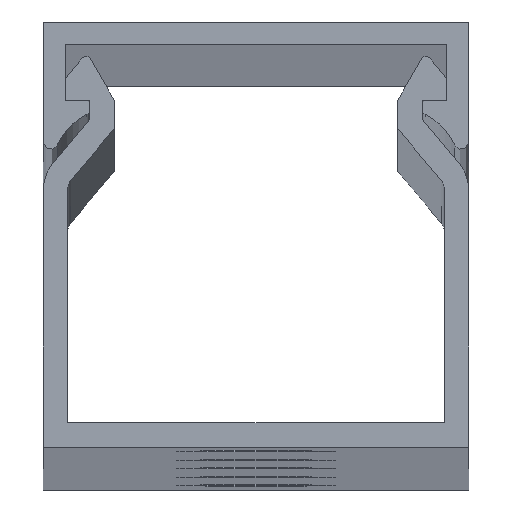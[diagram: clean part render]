
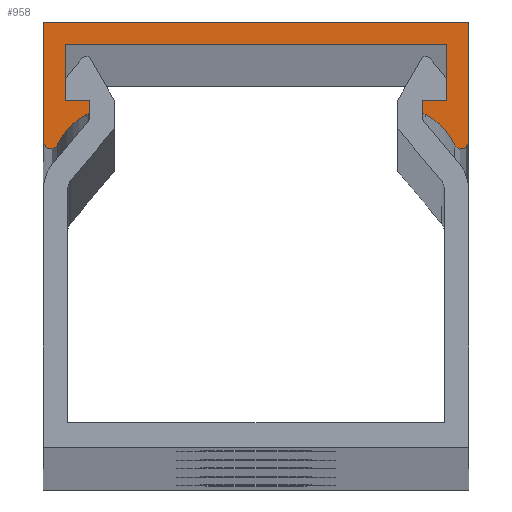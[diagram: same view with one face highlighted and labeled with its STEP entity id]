
A CAD part, top view. The second image highlights one B-rep face of the part: STEP entity #958.
In plain terms, the highlighted planar face has unit normal (0, 0, 1).
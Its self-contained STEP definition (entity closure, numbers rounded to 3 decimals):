
#20 = CARTESIAN_POINT ( 'NONE',  ( 8.7, 0., 1000. ) ) ;
#25 = LINE ( 'NONE', #1939, #90 ) ;
#32 = CARTESIAN_POINT ( 'NONE',  ( 6.8, -3.397, 1000. ) ) ;
#37 = EDGE_CURVE ( 'NONE', #2340, #2105, #1486, .T. ) ;
#58 = VECTOR ( 'NONE', #2755, 1000. ) ;
#90 = VECTOR ( 'NONE', #1012, 1000. ) ;
#111 = EDGE_CURVE ( 'NONE', #2973, #2032, #255, .T. ) ;
#140 = DIRECTION ( 'NONE',  ( -1., 0., 0. ) ) ;
#162 = EDGE_CURVE ( 'NONE', #2032, #2802, #2538, .T. ) ;
#181 = AXIS2_PLACEMENT_3D ( 'NONE', #2226, #236, #2976 ) ;
#236 = DIRECTION ( 'NONE',  ( 0., 0., 1. ) ) ;
#237 = EDGE_CURVE ( 'NONE', #1117, #2493, #1856, .T. ) ;
#255 = LINE ( 'NONE', #2500, #2156 ) ;
#297 = PLANE ( 'NONE',  #448 ) ;
#298 = VECTOR ( 'NONE', #470, 1000. ) ;
#302 = CARTESIAN_POINT ( 'NONE',  ( -8.4, -4.91, 1000. ) ) ;
#390 = EDGE_CURVE ( 'NONE', #1754, #1604, #2312, .T. ) ;
#398 = DIRECTION ( 'NONE',  ( -1., 0., 0. ) ) ;
#446 = DIRECTION ( 'NONE',  ( 0., 0., -1. ) ) ;
#448 = AXIS2_PLACEMENT_3D ( 'NONE', #1478, #1001, #2205 ) ;
#453 = EDGE_CURVE ( 'NONE', #2296, #2959, #2680, .T. ) ;
#464 = CARTESIAN_POINT ( 'NONE',  ( 6.8, -3.597, 1000. ) ) ;
#470 = DIRECTION ( 'NONE',  ( 0., 1., 0. ) ) ;
#537 = EDGE_CURVE ( 'NONE', #3053, #1819, #2782, .T. ) ;
#559 = VERTEX_POINT ( 'NONE', #1563 ) ;
#592 = CARTESIAN_POINT ( 'NONE',  ( 7.8, -3.197, 1000. ) ) ;
#607 = VECTOR ( 'NONE', #969, 1000. ) ;
#652 = VERTEX_POINT ( 'NONE', #1843 ) ;
#704 = CARTESIAN_POINT ( 'NONE',  ( 8.7, -4.91, 1000. ) ) ;
#757 = ORIENTED_EDGE ( 'NONE', *, *, #1568, .T. ) ;
#767 = ORIENTED_EDGE ( 'NONE', *, *, #2218, .F. ) ;
#777 = DIRECTION ( 'NONE',  ( 0., 0., 1. ) ) ;
#779 = CARTESIAN_POINT ( 'NONE',  ( 7., -3.197, 1000. ) ) ;
#808 = DIRECTION ( 'NONE',  ( 1., 0., 0. ) ) ;
#821 = CARTESIAN_POINT ( 'NONE',  ( 7., -3.197, 1000. ) ) ;
#822 = ORIENTED_EDGE ( 'NONE', *, *, #111, .T. ) ;
#872 = EDGE_CURVE ( 'NONE', #2493, #3053, #2632, .T. ) ;
#897 = DIRECTION ( 'NONE',  ( -1., 0., 0. ) ) ;
#937 = CARTESIAN_POINT ( 'NONE',  ( 5.835, -6.033, 1000. ) ) ;
#949 = CIRCLE ( 'NONE', #2042, 2.5 ) ;
#958 = ADVANCED_FACE ( 'NONE', ( #1524 ), #297, .T. ) ;
#961 = ORIENTED_EDGE ( 'NONE', *, *, #1341, .T. ) ;
#969 = DIRECTION ( 'NONE',  ( 0., 1., 0. ) ) ;
#1001 = DIRECTION ( 'NONE',  ( 0., 0., 1. ) ) ;
#1008 = DIRECTION ( 'NONE',  ( 1., 0., 0. ) ) ;
#1012 = DIRECTION ( 'NONE',  ( 0., 1., 0. ) ) ;
#1038 = LINE ( 'NONE', #592, #1989 ) ;
#1051 = ORIENTED_EDGE ( 'NONE', *, *, #2023, .T. ) ;
#1117 = VERTEX_POINT ( 'NONE', #2081 ) ;
#1196 = DIRECTION ( 'NONE',  ( 1., 0., 0. ) ) ;
#1211 = LINE ( 'NONE', #2200, #298 ) ;
#1217 = ORIENTED_EDGE ( 'NONE', *, *, #162, .T. ) ;
#1228 = VECTOR ( 'NONE', #1196, 1000. ) ;
#1243 = CARTESIAN_POINT ( 'NONE',  ( -7., -3.197, 1000. ) ) ;
#1297 = LINE ( 'NONE', #779, #2612 ) ;
#1323 = VERTEX_POINT ( 'NONE', #1987 ) ;
#1341 = EDGE_CURVE ( 'NONE', #559, #2296, #1211, .T. ) ;
#1367 = CARTESIAN_POINT ( 'NONE',  ( -8.7, 0., 1000. ) ) ;
#1391 = VECTOR ( 'NONE', #2837, 1000. ) ;
#1416 = AXIS2_PLACEMENT_3D ( 'NONE', #302, #2273, #3082 ) ;
#1460 = LINE ( 'NONE', #1243, #2979 ) ;
#1478 = CARTESIAN_POINT ( 'NONE',  ( -8.4, -4.91, 1000. ) ) ;
#1486 = CIRCLE ( 'NONE', #2838, 2.5 ) ;
#1512 = ORIENTED_EDGE ( 'NONE', *, *, #37, .F. ) ;
#1524 = FACE_OUTER_BOUND ( 'NONE', #1598, .T. ) ;
#1549 = EDGE_CURVE ( 'NONE', #1981, #2237, #2199, .T. ) ;
#1561 = DIRECTION ( 'NONE',  ( 0., 0., 1. ) ) ;
#1563 = CARTESIAN_POINT ( 'NONE',  ( -7.8, -3.197, 1000. ) ) ;
#1568 = EDGE_CURVE ( 'NONE', #1604, #559, #1460, .T. ) ;
#1578 = DIRECTION ( 'NONE',  ( -1., 0., 0. ) ) ;
#1589 = EDGE_CURVE ( 'NONE', #652, #1754, #25, .T. ) ;
#1598 = EDGE_LOOP ( 'NONE', ( #1512, #1051, #2653, #2842, #757, #961, #2761, #767, #1924, #1827, #2287, #2806, #2049, #3077, #2083, #822, #1217, #2278 ) ) ;
#1604 = VERTEX_POINT ( 'NONE', #2229 ) ;
#1615 = CARTESIAN_POINT ( 'NONE',  ( 7.8, -0.9, 1000. ) ) ;
#1644 = AXIS2_PLACEMENT_3D ( 'NONE', #1764, #1561, #808 ) ;
#1656 = CARTESIAN_POINT ( 'NONE',  ( 8.7, 0., 1000. ) ) ;
#1754 = VERTEX_POINT ( 'NONE', #2525 ) ;
#1764 = CARTESIAN_POINT ( 'NONE',  ( -7., -3.397, 1000. ) ) ;
#1770 = DIRECTION ( 'NONE',  ( 1., 0., 0. ) ) ;
#1819 = VERTEX_POINT ( 'NONE', #821 ) ;
#1827 = ORIENTED_EDGE ( 'NONE', *, *, #537, .F. ) ;
#1843 = CARTESIAN_POINT ( 'NONE',  ( -6.8, -3.597, 1000. ) ) ;
#1856 = CIRCLE ( 'NONE', #1999, 0.2 ) ;
#1857 = CARTESIAN_POINT ( 'NONE',  ( -6.914, -3.778, 1000. ) ) ;
#1862 = CARTESIAN_POINT ( 'NONE',  ( -8.7, -4.91, 1000. ) ) ;
#1916 = CARTESIAN_POINT ( 'NONE',  ( 8.4, -4.91, 1000. ) ) ;
#1924 = ORIENTED_EDGE ( 'NONE', *, *, #2129, .F. ) ;
#1939 = CARTESIAN_POINT ( 'NONE',  ( -6.8, -3.397, 1000. ) ) ;
#1966 = CARTESIAN_POINT ( 'NONE',  ( -5.835, -6.033, 1000. ) ) ;
#1981 = VERTEX_POINT ( 'NONE', #704 ) ;
#1983 = CARTESIAN_POINT ( 'NONE',  ( -8.125, -5.03, 1000. ) ) ;
#1987 = CARTESIAN_POINT ( 'NONE',  ( 7.8, -3.197, 1000. ) ) ;
#1989 = VECTOR ( 'NONE', #2030, 1000. ) ;
#1999 = AXIS2_PLACEMENT_3D ( 'NONE', #2594, #2349, #140 ) ;
#2013 = DIRECTION ( 'NONE',  ( -1., 0., 0. ) ) ;
#2023 = EDGE_CURVE ( 'NONE', #2340, #652, #3137, .T. ) ;
#2030 = DIRECTION ( 'NONE',  ( 0., 1., 0. ) ) ;
#2032 = VERTEX_POINT ( 'NONE', #2687 ) ;
#2042 = AXIS2_PLACEMENT_3D ( 'NONE', #937, #446, #897 ) ;
#2049 = ORIENTED_EDGE ( 'NONE', *, *, #2969, .T. ) ;
#2081 = CARTESIAN_POINT ( 'NONE',  ( 6.914, -3.778, 1000. ) ) ;
#2083 = ORIENTED_EDGE ( 'NONE', *, *, #2695, .F. ) ;
#2084 = CARTESIAN_POINT ( 'NONE',  ( 7., -3.397, 1000. ) ) ;
#2105 = VERTEX_POINT ( 'NONE', #1983 ) ;
#2129 = EDGE_CURVE ( 'NONE', #1819, #1323, #1297, .T. ) ;
#2156 = VECTOR ( 'NONE', #2013, 1000. ) ;
#2199 = CIRCLE ( 'NONE', #3041, 0.3 ) ;
#2200 = CARTESIAN_POINT ( 'NONE',  ( -7.8, -3.197, 1000. ) ) ;
#2205 = DIRECTION ( 'NONE',  ( 1., 0., 0. ) ) ;
#2218 = EDGE_CURVE ( 'NONE', #1323, #2959, #1038, .T. ) ;
#2226 = CARTESIAN_POINT ( 'NONE',  ( -7., -3.597, 1000. ) ) ;
#2229 = CARTESIAN_POINT ( 'NONE',  ( -7., -3.197, 1000. ) ) ;
#2237 = VERTEX_POINT ( 'NONE', #2501 ) ;
#2273 = DIRECTION ( 'NONE',  ( 0., 0., 1. ) ) ;
#2278 = ORIENTED_EDGE ( 'NONE', *, *, #2819, .T. ) ;
#2287 = ORIENTED_EDGE ( 'NONE', *, *, #872, .F. ) ;
#2296 = VERTEX_POINT ( 'NONE', #2528 ) ;
#2312 = CIRCLE ( 'NONE', #1644, 0.2 ) ;
#2326 = DIRECTION ( 'NONE',  ( 0., 0., -1. ) ) ;
#2340 = VERTEX_POINT ( 'NONE', #1857 ) ;
#2349 = DIRECTION ( 'NONE',  ( 0., 0., -1. ) ) ;
#2439 = DIRECTION ( 'NONE',  ( -1., 0., 0. ) ) ;
#2445 = LINE ( 'NONE', #20, #58 ) ;
#2493 = VERTEX_POINT ( 'NONE', #464 ) ;
#2500 = CARTESIAN_POINT ( 'NONE',  ( 0., 0., 1000. ) ) ;
#2501 = CARTESIAN_POINT ( 'NONE',  ( 8.125, -5.03, 1000. ) ) ;
#2525 = CARTESIAN_POINT ( 'NONE',  ( -6.8, -3.397, 1000. ) ) ;
#2526 = CARTESIAN_POINT ( 'NONE',  ( 6.8, -3.397, 1000. ) ) ;
#2528 = CARTESIAN_POINT ( 'NONE',  ( -7.8, -0.9, 1000. ) ) ;
#2538 = LINE ( 'NONE', #1367, #1391 ) ;
#2594 = CARTESIAN_POINT ( 'NONE',  ( 7., -3.597, 1000. ) ) ;
#2611 = DIRECTION ( 'NONE',  ( 0., 0., -1. ) ) ;
#2612 = VECTOR ( 'NONE', #1770, 1000. ) ;
#2632 = LINE ( 'NONE', #32, #607 ) ;
#2653 = ORIENTED_EDGE ( 'NONE', *, *, #1589, .T. ) ;
#2680 = LINE ( 'NONE', #2693, #1228 ) ;
#2687 = CARTESIAN_POINT ( 'NONE',  ( -8.7, 0., 1000. ) ) ;
#2693 = CARTESIAN_POINT ( 'NONE',  ( -7.8, -0.9, 1000. ) ) ;
#2695 = EDGE_CURVE ( 'NONE', #2973, #1981, #2445, .T. ) ;
#2755 = DIRECTION ( 'NONE',  ( 0., -1., 0. ) ) ;
#2761 = ORIENTED_EDGE ( 'NONE', *, *, #453, .T. ) ;
#2782 = CIRCLE ( 'NONE', #2893, 0.2 ) ;
#2802 = VERTEX_POINT ( 'NONE', #1862 ) ;
#2806 = ORIENTED_EDGE ( 'NONE', *, *, #237, .F. ) ;
#2819 = EDGE_CURVE ( 'NONE', #2802, #2105, #3071, .T. ) ;
#2837 = DIRECTION ( 'NONE',  ( 0., -1., 0. ) ) ;
#2838 = AXIS2_PLACEMENT_3D ( 'NONE', #1966, #777, #1008 ) ;
#2842 = ORIENTED_EDGE ( 'NONE', *, *, #390, .T. ) ;
#2893 = AXIS2_PLACEMENT_3D ( 'NONE', #2084, #2326, #1578 ) ;
#2959 = VERTEX_POINT ( 'NONE', #1615 ) ;
#2969 = EDGE_CURVE ( 'NONE', #1117, #2237, #949, .T. ) ;
#2973 = VERTEX_POINT ( 'NONE', #1656 ) ;
#2976 = DIRECTION ( 'NONE',  ( 1., 0., 0. ) ) ;
#2979 = VECTOR ( 'NONE', #2439, 1000. ) ;
#3041 = AXIS2_PLACEMENT_3D ( 'NONE', #1916, #2611, #398 ) ;
#3053 = VERTEX_POINT ( 'NONE', #2526 ) ;
#3071 = CIRCLE ( 'NONE', #1416, 0.3 ) ;
#3077 = ORIENTED_EDGE ( 'NONE', *, *, #1549, .F. ) ;
#3082 = DIRECTION ( 'NONE',  ( 1., 0., 0. ) ) ;
#3137 = CIRCLE ( 'NONE', #181, 0.2 ) ;
